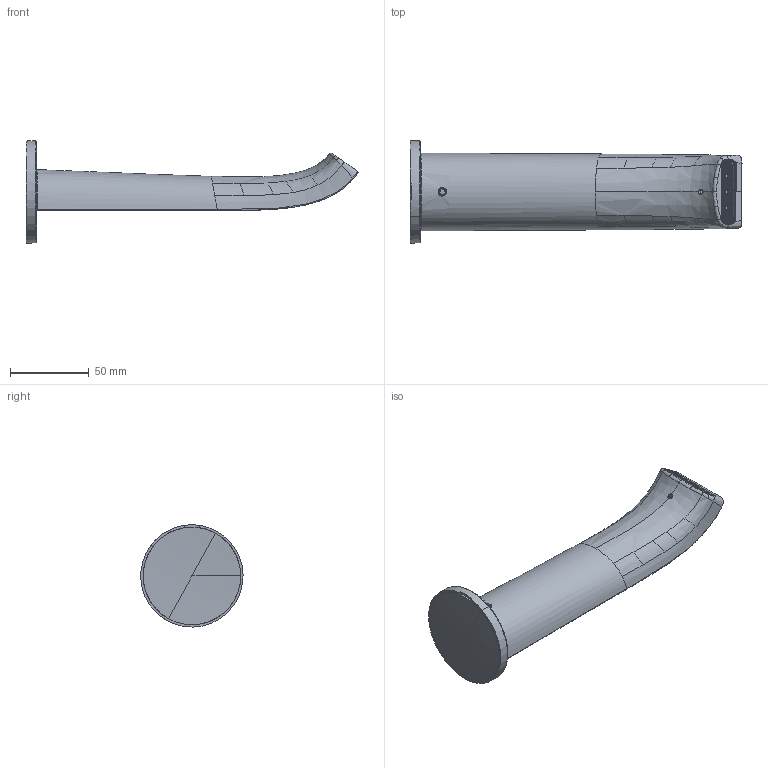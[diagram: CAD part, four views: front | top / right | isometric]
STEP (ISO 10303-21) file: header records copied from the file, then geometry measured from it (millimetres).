
FILE_DESCRIPTION(('CAx-IF Rec.Pracs.---Model Styling and Organization---1.2---2011-12-15','CAx-IF Rec.Pracs.---Geometric and Assembly Validation Properties---4.1---2014-06-16','CAx-IF Rec.Pracs.---PMI Polyline Presentation---2.0---2013-05-24'),'2;1');
FILE_NAME('1000147152_PPR_000.stp','2021-03-05T07:20:56+01:00',(''),(''),'STEP Interface 4.3 by CT CoreTechnologie','3D_Evolution4.3 by CT CoreTechnologie','');
FILE_SCHEMA(('AP203_CONFIGURATION_CONTROLLED_3D_DESIGN_OF_MECHANICAL_PARTS_AND_ASSEMBLIES_MIM_LF'));
Length unit declared in the file: millimetre
Products named in the file (6): P_2 HG Vivenis Wanneneinlauf 1000147152_PPR_000_A1; P_2 Auslauf WE ReFresh 1000147150_PPA_000_A0; P_2 Rosette_WE_Metropol_S 1000110535_PPA_000_A0; Gewindestift DIN914-M5x6-A2 1000025631_PPA_000_A0; P_2 SR_PL-RC-40x10_G_orange 1000150110_PPA_000_A0; Gewindestift ISO4026-M3x12-A2 1000147772_PPA_000_A0
Assembly tree (5 placements, depth 2):
  P_2 HG Vivenis Wanneneinlauf 1000147152_PPR_000_A1
    P_2 Auslauf WE ReFresh 1000147150_PPA_000_A0
    P_2 Rosette_WE_Metropol_S 1000110535_PPA_000_A0
    Gewindestift DIN914-M5x6-A2 1000025631_PPA_000_A0
    P_2 SR_PL-RC-40x10_G_orange 1000150110_PPA_000_A0
    Gewindestift ISO4026-M3x12-A2 1000147772_PPA_000_A0
Bounding box: 210.89 x 64.9 x 64.93 mm (x, y, z)
Volume: 193922.2 mm3; surface area: 40971 mm2
Topology: 5 solids, 11 shells, 2481 faces, 5985 edges, 3651 vertices
Faces by surface type: bspline 1538, plane 685, cylinder 258
Entity records: 121083 total; most frequent: CARTESIAN_POINT 42261, ORIENTED_EDGE 11941, DIRECTION 9210, EDGE_CURVE 5971, VECTOR 4350, LINE 4350, VERTEX_POINT 3651, EDGE_LOOP 2627
